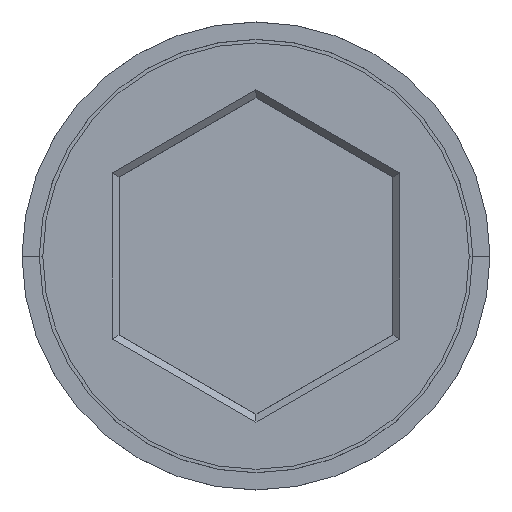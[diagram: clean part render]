
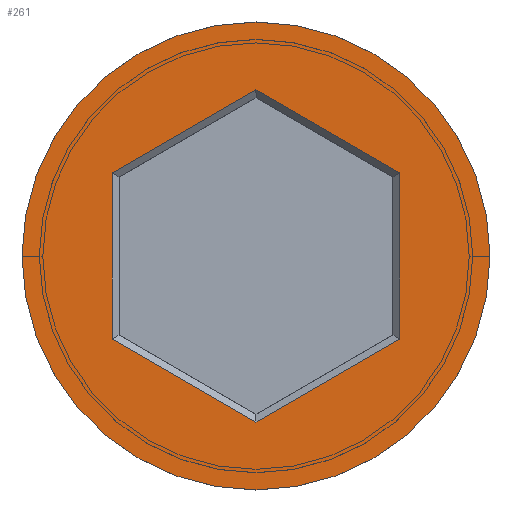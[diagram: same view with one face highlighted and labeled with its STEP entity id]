
A CAD part, top view. The second image highlights one B-rep face of the part: STEP entity #261.
In plain terms, the highlighted planar face has unit normal (0, 0, 1).
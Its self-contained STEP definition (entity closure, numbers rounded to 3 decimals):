
#13 = VECTOR ( 'NONE', #1320, 1000. ) ;
#20 = VERTEX_POINT ( 'NONE', #1284 ) ;
#21 = DIRECTION ( 'NONE',  ( 0., -1., 0. ) ) ;
#22 = DIRECTION ( 'NONE',  ( 0., 0., 1. ) ) ;
#23 = LINE ( 'NONE', #1257, #946 ) ;
#48 = CARTESIAN_POINT ( 'NONE',  ( -4.05, -2.454, 0. ) ) ;
#71 = LINE ( 'NONE', #48, #746 ) ;
#93 = CIRCLE ( 'NONE', #799, 6.75 ) ;
#119 = DIRECTION ( 'NONE',  ( 0., 1., 0. ) ) ;
#141 = CIRCLE ( 'NONE', #1250, 6.75 ) ;
#192 = ORIENTED_EDGE ( 'NONE', *, *, #576, .T. ) ;
#200 = ORIENTED_EDGE ( 'NONE', *, *, #864, .T. ) ;
#225 = FACE_BOUND ( 'NONE', #739, .T. ) ;
#226 = EDGE_CURVE ( 'NONE', #620, #1395, #71, .T. ) ;
#229 = CARTESIAN_POINT ( 'NONE',  ( -4.15, 2.281, 0. ) ) ;
#261 = ADVANCED_FACE ( 'NONE', ( #225, #841 ), #836, .T. ) ;
#314 = AXIS2_PLACEMENT_3D ( 'NONE', #1350, #978, #1574 ) ;
#320 = CARTESIAN_POINT ( 'NONE',  ( -0.1, 4.734, 0. ) ) ;
#346 = CARTESIAN_POINT ( 'NONE',  ( 6.75, 0., 0. ) ) ;
#356 = CARTESIAN_POINT ( 'NONE',  ( -4.15, 2.396, 0. ) ) ;
#357 = EDGE_CURVE ( 'NONE', #1467, #20, #23, .T. ) ;
#368 = CARTESIAN_POINT ( 'NONE',  ( 0.1, -4.734, 0. ) ) ;
#403 = CARTESIAN_POINT ( 'NONE',  ( 0., 0., 0. ) ) ;
#444 = VECTOR ( 'NONE', #856, 1000. ) ;
#487 = VERTEX_POINT ( 'NONE', #356 ) ;
#505 = DIRECTION ( 'NONE',  ( 1., 0., 0. ) ) ;
#548 = ORIENTED_EDGE ( 'NONE', *, *, #1165, .T. ) ;
#576 = EDGE_CURVE ( 'NONE', #650, #919, #93, .T. ) ;
#614 = LINE ( 'NONE', #229, #1328 ) ;
#620 = VERTEX_POINT ( 'NONE', #913 ) ;
#650 = VERTEX_POINT ( 'NONE', #1185 ) ;
#652 = ORIENTED_EDGE ( 'NONE', *, *, #1108, .T. ) ;
#661 = ORIENTED_EDGE ( 'NONE', *, *, #226, .T. ) ;
#705 = DIRECTION ( 'NONE',  ( 0., 0., 1. ) ) ;
#708 = EDGE_CURVE ( 'NONE', #919, #650, #141, .T. ) ;
#713 = ORIENTED_EDGE ( 'NONE', *, *, #1562, .T. ) ;
#729 = ORIENTED_EDGE ( 'NONE', *, *, #357, .T. ) ;
#739 = EDGE_LOOP ( 'NONE', ( #661, #652, #200, #729, #713, #548 ) ) ;
#746 = VECTOR ( 'NONE', #795, 1000. ) ;
#795 = DIRECTION ( 'NONE',  ( -0.866, 0.5, 0. ) ) ;
#799 = AXIS2_PLACEMENT_3D ( 'NONE', #403, #22, #505 ) ;
#836 = PLANE ( 'NONE',  #314 ) ;
#841 = FACE_OUTER_BOUND ( 'NONE', #1354, .T. ) ;
#856 = DIRECTION ( 'NONE',  ( -0.866, -0.5, 0. ) ) ;
#864 = EDGE_CURVE ( 'NONE', #487, #1467, #1586, .T. ) ;
#898 = CARTESIAN_POINT ( 'NONE',  ( 0., 0., 0. ) ) ;
#913 = CARTESIAN_POINT ( 'NONE',  ( 0., -4.792, 0. ) ) ;
#919 = VERTEX_POINT ( 'NONE', #346 ) ;
#929 = DIRECTION ( 'NONE',  ( 1., 0., 0. ) ) ;
#946 = VECTOR ( 'NONE', #999, 1000. ) ;
#954 = CARTESIAN_POINT ( 'NONE',  ( 0., 4.792, 0. ) ) ;
#978 = DIRECTION ( 'NONE',  ( 0., 0., 1. ) ) ;
#999 = DIRECTION ( 'NONE',  ( 0.866, -0.5, 0. ) ) ;
#1001 = VERTEX_POINT ( 'NONE', #1291 ) ;
#1071 = VECTOR ( 'NONE', #21, 1000. ) ;
#1108 = EDGE_CURVE ( 'NONE', #1395, #487, #614, .T. ) ;
#1109 = CARTESIAN_POINT ( 'NONE',  ( 4.15, -2.281, 0. ) ) ;
#1128 = LINE ( 'NONE', #1109, #1071 ) ;
#1165 = EDGE_CURVE ( 'NONE', #1001, #620, #1477, .T. ) ;
#1185 = CARTESIAN_POINT ( 'NONE',  ( -6.75, 0., 0. ) ) ;
#1250 = AXIS2_PLACEMENT_3D ( 'NONE', #898, #705, #929 ) ;
#1257 = CARTESIAN_POINT ( 'NONE',  ( 4.05, 2.454, 0. ) ) ;
#1284 = CARTESIAN_POINT ( 'NONE',  ( 4.15, 2.396, 0. ) ) ;
#1291 = CARTESIAN_POINT ( 'NONE',  ( 4.15, -2.396, 0. ) ) ;
#1320 = DIRECTION ( 'NONE',  ( 0.866, 0.5, 0. ) ) ;
#1328 = VECTOR ( 'NONE', #119, 1000. ) ;
#1350 = CARTESIAN_POINT ( 'NONE',  ( 0., 0., 0. ) ) ;
#1354 = EDGE_LOOP ( 'NONE', ( #1384, #192 ) ) ;
#1356 = CARTESIAN_POINT ( 'NONE',  ( -4.15, -2.396, 0. ) ) ;
#1384 = ORIENTED_EDGE ( 'NONE', *, *, #708, .T. ) ;
#1395 = VERTEX_POINT ( 'NONE', #1356 ) ;
#1467 = VERTEX_POINT ( 'NONE', #954 ) ;
#1477 = LINE ( 'NONE', #368, #444 ) ;
#1562 = EDGE_CURVE ( 'NONE', #20, #1001, #1128, .T. ) ;
#1574 = DIRECTION ( 'NONE',  ( 1., 0., 0. ) ) ;
#1586 = LINE ( 'NONE', #320, #13 ) ;
